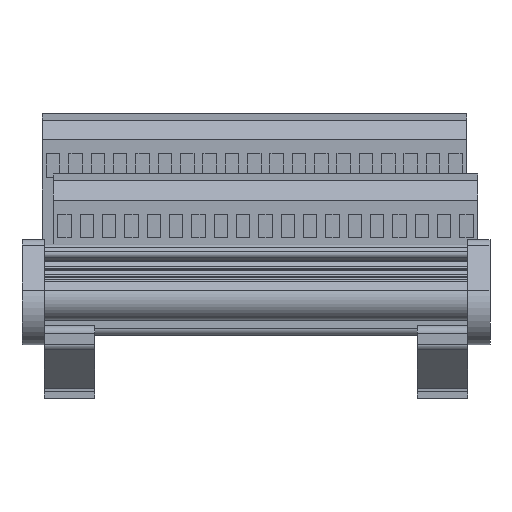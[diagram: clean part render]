
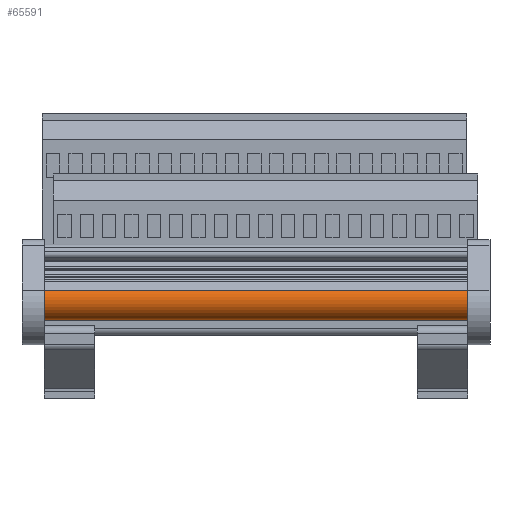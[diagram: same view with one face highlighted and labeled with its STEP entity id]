
A CAD part, front view. The second image highlights one B-rep face of the part: STEP entity #65591.
In plain terms, the highlighted cylindrical face has radius 4.51 mm (diameter 9.019 mm), a partial arc.
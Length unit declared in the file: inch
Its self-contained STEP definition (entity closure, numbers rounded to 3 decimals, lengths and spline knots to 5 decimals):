
#882 = FACE_OUTER_BOUND ( 'NONE', #55729, .T. ) ;
#1408 = DIRECTION ( 'NONE',  ( -1., 0., 0. ) ) ;
#1711 = ORIENTED_EDGE ( 'NONE', *, *, #57472, .F. ) ;
#2019 = EDGE_CURVE ( 'NONE', #67565, #76282, #43900, .T. ) ;
#8965 = DIRECTION ( 'NONE',  ( 1., 0., 0. ) ) ;
#12770 = CARTESIAN_POINT ( 'NONE',  ( 1.895, -1.72191, 0.26632 ) ) ;
#17247 = DIRECTION ( 'NONE',  ( -1., 0., 0. ) ) ;
#22549 = CARTESIAN_POINT ( 'NONE',  ( -1.895, -1.56816, 0. ) ) ;
#30528 = CARTESIAN_POINT ( 'NONE',  ( 1.895, -1.56816, 0. ) ) ;
#31423 = ORIENTED_EDGE ( 'NONE', *, *, #72134, .T. ) ;
#32657 = CARTESIAN_POINT ( 'NONE',  ( 1.895, -1.56816, 0.17755 ) ) ;
#35733 = CIRCLE ( 'NONE', #87417, 0.17755 ) ;
#36101 = AXIS2_PLACEMENT_3D ( 'NONE', #58402, #17247, #51274 ) ;
#39523 = DIRECTION ( 'NONE',  ( 0., 0., 1. ) ) ;
#42873 = CARTESIAN_POINT ( 'NONE',  ( 2.095, -1.56816, 0. ) ) ;
#42911 = ORIENTED_EDGE ( 'NONE', *, *, #2019, .T. ) ;
#43900 = LINE ( 'NONE', #49151, #77834 ) ;
#49151 = CARTESIAN_POINT ( 'NONE',  ( 2.095, -1.72191, 0.26632 ) ) ;
#49384 = AXIS2_PLACEMENT_3D ( 'NONE', #49807, #8965, #56618 ) ;
#49478 = VERTEX_POINT ( 'NONE', #22549 ) ;
#49807 = CARTESIAN_POINT ( 'NONE',  ( -1.895, -1.56816, 0.17755 ) ) ;
#51274 = DIRECTION ( 'NONE',  ( 0., 0., 1. ) ) ;
#55729 = EDGE_LOOP ( 'NONE', ( #42911, #83628, #1711, #31423 ) ) ;
#56522 = CIRCLE ( 'NONE', #49384, 0.17755 ) ;
#56618 = DIRECTION ( 'NONE',  ( 0., 0., -1. ) ) ;
#57472 = EDGE_CURVE ( 'NONE', #72583, #49478, #64134, .T. ) ;
#58402 = CARTESIAN_POINT ( 'NONE',  ( 2.095, -1.56816, 0.17755 ) ) ;
#64134 = LINE ( 'NONE', #42873, #80034 ) ;
#65591 = ADVANCED_FACE ( 'NONE', ( #882 ), #87098, .T. ) ;
#67565 = VERTEX_POINT ( 'NONE', #12770 ) ;
#72134 = EDGE_CURVE ( 'NONE', #72583, #67565, #35733, .T. ) ;
#72583 = VERTEX_POINT ( 'NONE', #30528 ) ;
#73138 = CARTESIAN_POINT ( 'NONE',  ( -1.895, -1.72191, 0.26632 ) ) ;
#76282 = VERTEX_POINT ( 'NONE', #73138 ) ;
#77834 = VECTOR ( 'NONE', #1408, 39.37008 ) ;
#80034 = VECTOR ( 'NONE', #83495, 39.37008 ) ;
#80150 = DIRECTION ( 'NONE',  ( -1., 0., 0. ) ) ;
#83495 = DIRECTION ( 'NONE',  ( -1., 0., 0. ) ) ;
#83628 = ORIENTED_EDGE ( 'NONE', *, *, #83929, .T. ) ;
#83929 = EDGE_CURVE ( 'NONE', #76282, #49478, #56522, .T. ) ;
#87098 = CYLINDRICAL_SURFACE ( 'NONE', #36101, 0.17755 ) ;
#87417 = AXIS2_PLACEMENT_3D ( 'NONE', #32657, #80150, #39523 ) ;
